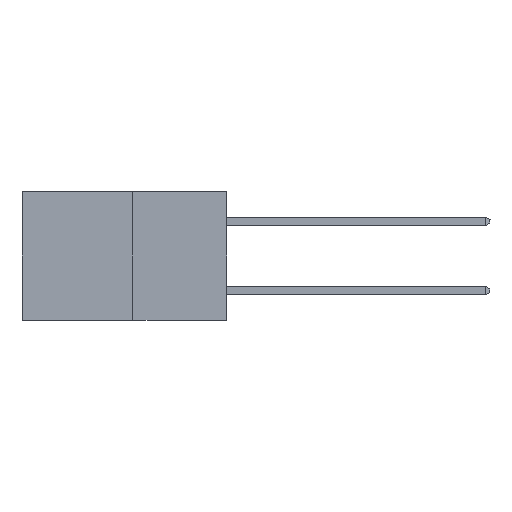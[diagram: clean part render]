
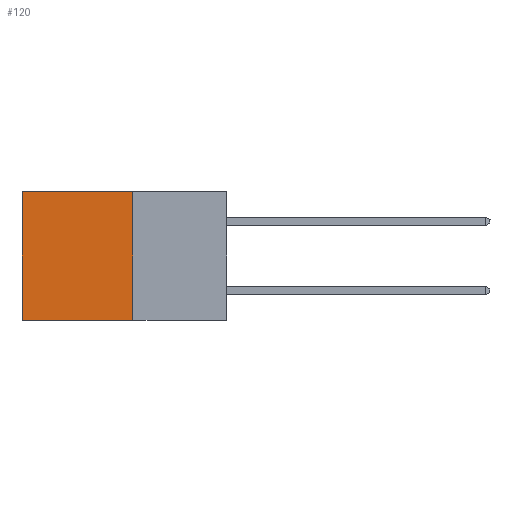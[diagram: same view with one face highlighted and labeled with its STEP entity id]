
A CAD part, left-side view. The second image highlights one B-rep face of the part: STEP entity #120.
In plain terms, the highlighted planar face has unit normal (-1, 0, 0).
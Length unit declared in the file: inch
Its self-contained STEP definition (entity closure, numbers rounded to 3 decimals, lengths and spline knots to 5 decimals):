
#120 = ADVANCED_FACE ( 'NONE', ( #1221 ), #4401, .F. ) ;
#628 = EDGE_CURVE ( 'NONE', #16116, #2369, #17771, .T. ) ;
#1221 = FACE_OUTER_BOUND ( 'NONE', #16637, .T. ) ;
#1436 = CARTESIAN_POINT ( 'NONE',  ( 0.277, 0.27, -0.37 ) ) ;
#1473 = DIRECTION ( 'NONE',  ( 0., 1., 0. ) ) ;
#2369 = VERTEX_POINT ( 'NONE', #6434 ) ;
#2626 = ORIENTED_EDGE ( 'NONE', *, *, #15153, .T. ) ;
#3070 = DIRECTION ( 'NONE',  ( 0., 0., -1. ) ) ;
#3719 = CARTESIAN_POINT ( 'NONE',  ( 0.277, 0.59, 0. ) ) ;
#3892 = ORIENTED_EDGE ( 'NONE', *, *, #628, .T. ) ;
#4401 = PLANE ( 'NONE',  #15812 ) ;
#4510 = EDGE_CURVE ( 'NONE', #12902, #2369, #12172, .T. ) ;
#4745 = ORIENTED_EDGE ( 'NONE', *, *, #11010, .F. ) ;
#5292 = CARTESIAN_POINT ( 'NONE',  ( 0.277, 0.59, -0.37 ) ) ;
#5640 = CARTESIAN_POINT ( 'NONE',  ( 0.277, 0.27, -0.37 ) ) ;
#6434 = CARTESIAN_POINT ( 'NONE',  ( 0.277, 0.59, -0.37 ) ) ;
#6874 = DIRECTION ( 'NONE',  ( 1., 0., 0. ) ) ;
#6949 = DIRECTION ( 'NONE',  ( 0., 0., -1. ) ) ;
#7467 = VECTOR ( 'NONE', #7861, 39.37008 ) ;
#7861 = DIRECTION ( 'NONE',  ( 0., 0., -1. ) ) ;
#10043 = VECTOR ( 'NONE', #17084, 39.37008 ) ;
#10582 = VECTOR ( 'NONE', #3070, 39.37008 ) ;
#11010 = EDGE_CURVE ( 'NONE', #16966, #12902, #11554, .T. ) ;
#11257 = CARTESIAN_POINT ( 'NONE',  ( 0.277, 0.27, 0. ) ) ;
#11554 = LINE ( 'NONE', #13393, #7467 ) ;
#12172 = LINE ( 'NONE', #1436, #14950 ) ;
#12902 = VERTEX_POINT ( 'NONE', #13873 ) ;
#13393 = CARTESIAN_POINT ( 'NONE',  ( 0.277, 0.27, -0.37 ) ) ;
#13873 = CARTESIAN_POINT ( 'NONE',  ( 0.277, 0.27, -0.37 ) ) ;
#14409 = CARTESIAN_POINT ( 'NONE',  ( 0.277, 0.27, 0. ) ) ;
#14950 = VECTOR ( 'NONE', #1473, 39.37008 ) ;
#15153 = EDGE_CURVE ( 'NONE', #16966, #16116, #17242, .T. ) ;
#15812 = AXIS2_PLACEMENT_3D ( 'NONE', #5640, #6874, #6949 ) ;
#16116 = VERTEX_POINT ( 'NONE', #3719 ) ;
#16637 = EDGE_LOOP ( 'NONE', ( #3892, #17792, #4745, #2626 ) ) ;
#16966 = VERTEX_POINT ( 'NONE', #11257 ) ;
#17084 = DIRECTION ( 'NONE',  ( 0., 1., 0. ) ) ;
#17242 = LINE ( 'NONE', #14409, #10043 ) ;
#17771 = LINE ( 'NONE', #5292, #10582 ) ;
#17792 = ORIENTED_EDGE ( 'NONE', *, *, #4510, .F. ) ;
